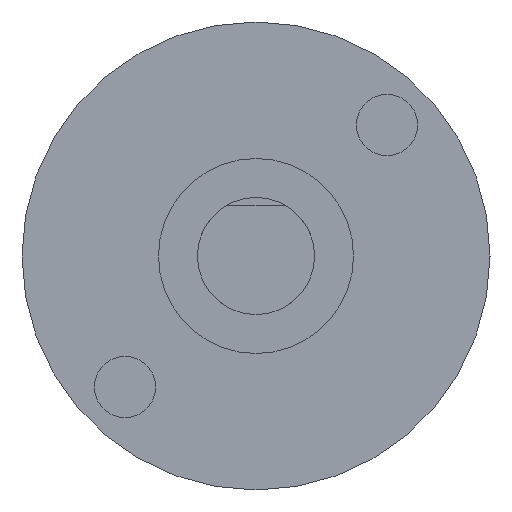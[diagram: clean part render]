
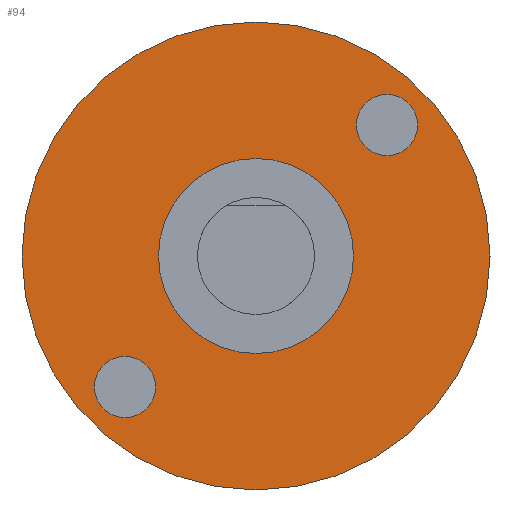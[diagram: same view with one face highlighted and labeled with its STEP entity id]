
A CAD part, front view. The second image highlights one B-rep face of the part: STEP entity #94.
In plain terms, the highlighted planar face has unit normal (0, -1, 0).
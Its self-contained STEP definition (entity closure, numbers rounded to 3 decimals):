
#94 = ADVANCED_FACE( '', ( #202, #203, #204, #205 ), #206, .T. );
#202 = FACE_BOUND( '', #321, .T. );
#203 = FACE_BOUND( '', #322, .T. );
#204 = FACE_OUTER_BOUND( '', #323, .T. );
#205 = FACE_BOUND( '', #324, .T. );
#206 = PLANE( '', #325 );
#321 = EDGE_LOOP( '', ( #501 ) );
#322 = EDGE_LOOP( '', ( #502 ) );
#323 = EDGE_LOOP( '', ( #503 ) );
#324 = EDGE_LOOP( '', ( #504 ) );
#325 = AXIS2_PLACEMENT_3D( '', #505, #506, #507 );
#501 = ORIENTED_EDGE( '', *, *, #662, .T. );
#502 = ORIENTED_EDGE( '', *, *, #673, .T. );
#503 = ORIENTED_EDGE( '', *, *, #645, .T. );
#504 = ORIENTED_EDGE( '', *, *, #609, .F. );
#505 = CARTESIAN_POINT( '', ( 0., 0., 2.5 ) );
#506 = DIRECTION( '', ( 0., -1., 0. ) );
#507 = DIRECTION( '', ( 0., 0., -1. ) );
#609 = EDGE_CURVE( '', #697, #697, #698, .T. );
#645 = EDGE_CURVE( '', #758, #758, #759, .T. );
#662 = EDGE_CURVE( '', #785, #785, #786, .T. );
#673 = EDGE_CURVE( '', #800, #800, #801, .T. );
#697 = VERTEX_POINT( '', #827 );
#698 = CIRCLE( '', #828, 2.5 );
#758 = VERTEX_POINT( '', #904 );
#759 = CIRCLE( '', #905, 6. );
#785 = VERTEX_POINT( '', #940 );
#786 = CIRCLE( '', #941, 0.784 );
#800 = VERTEX_POINT( '', #960 );
#801 = CIRCLE( '', #961, 0.784 );
#827 = CARTESIAN_POINT( '', ( 0., 0., -2.5 ) );
#828 = AXIS2_PLACEMENT_3D( '', #996, #997, #998 );
#904 = CARTESIAN_POINT( '', ( 0., 0., -6. ) );
#905 = AXIS2_PLACEMENT_3D( '', #1042, #1043, #1044 );
#940 = CARTESIAN_POINT( '', ( 3.359, 0., 2.575 ) );
#941 = AXIS2_PLACEMENT_3D( '', #1060, #1061, #1062 );
#960 = CARTESIAN_POINT( '', ( -3.359, 0., -4.142 ) );
#961 = AXIS2_PLACEMENT_3D( '', #1071, #1072, #1073 );
#996 = CARTESIAN_POINT( '', ( 0., 0., 0. ) );
#997 = DIRECTION( '', ( 0., -1., 0. ) );
#998 = DIRECTION( '', ( 0., 0., -1. ) );
#1042 = CARTESIAN_POINT( '', ( 0., 0., 0. ) );
#1043 = DIRECTION( '', ( 0., -1., 0. ) );
#1044 = DIRECTION( '', ( 0., 0., -1. ) );
#1060 = CARTESIAN_POINT( '', ( 3.359, 0., 3.359 ) );
#1061 = DIRECTION( '', ( 0., 1., 0. ) );
#1062 = DIRECTION( '', ( 0., 0., -1. ) );
#1071 = CARTESIAN_POINT( '', ( -3.359, 0., -3.359 ) );
#1072 = DIRECTION( '', ( 0., 1., 0. ) );
#1073 = DIRECTION( '', ( 0., 0., -1. ) );
